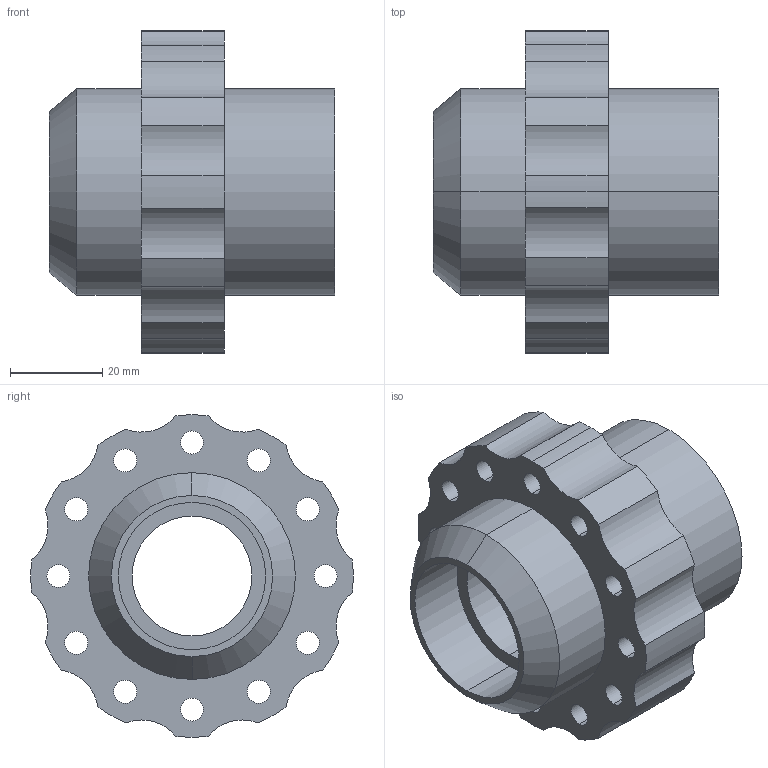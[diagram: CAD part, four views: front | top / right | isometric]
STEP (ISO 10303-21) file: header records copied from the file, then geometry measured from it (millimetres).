
FILE_DESCRIPTION (( 'STEP AP203' ), '1' );
FILE_NAME ('Moyeux MRX.STEP', '2024-02-12T19:54:06', ( '' ), ( '' ), 'SwSTEP 2.0', 'SolidWorks 2018', '' );
FILE_SCHEMA (( 'CONFIG_CONTROL_DESIGN' ));
Length unit declared in the file: millimetre
Products named in the file (1): Moyeux MRX
Bounding box: 62 x 69.96 x 69.98 mm (x, y, z)
Volume: 87015.9 mm3; surface area: 24654.5 mm2
Topology: 1 solids, 1 shells, 69 faces, 187 edges, 124 vertices
Faces by surface type: cylinder 61, plane 6, cone 2
Entity records: 2378 total; most frequent: DIRECTION 451, CARTESIAN_POINT 381, ORIENTED_EDGE 374, AXIS2_PLACEMENT_3D 194, EDGE_CURVE 187, VERTEX_POINT 124, CIRCLE 124, EDGE_LOOP 99
